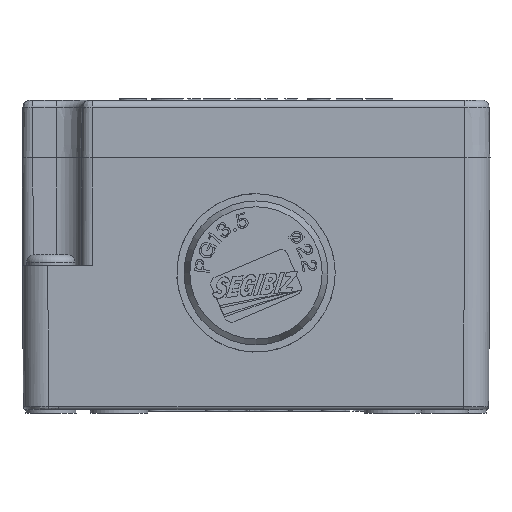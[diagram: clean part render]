
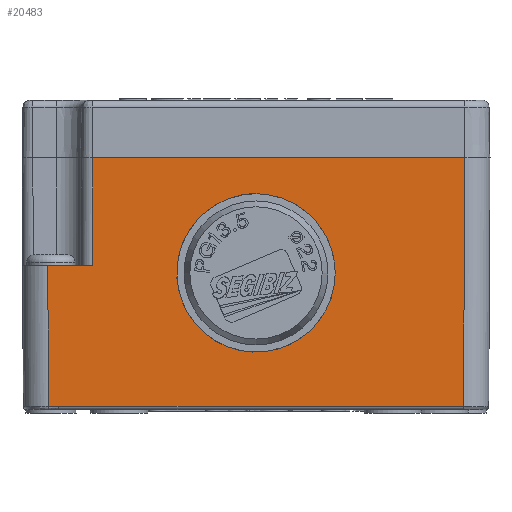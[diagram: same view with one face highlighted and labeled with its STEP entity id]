
A CAD part, left-side view. The second image highlights one B-rep face of the part: STEP entity #20483.
In plain terms, the highlighted planar face has unit normal (-1, 0, -0.005).
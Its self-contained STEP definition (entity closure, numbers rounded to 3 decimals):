
#44=ELLIPSE('',#76710,11.,11.);
#20483=ADVANCED_FACE('',(#28677,#28678),#23402,.F.);
#23402=PLANE('',#76711);
#26476=B_SPLINE_CURVE_WITH_KNOTS('',3,(#100771,#100772,#100773,#100774,
#100775,#100776,#100777),.UNSPECIFIED.,.F.,.F.,(4,3,4),(0.,0.661,
1.),.UNSPECIFIED.);
#28677=FACE_BOUND('',#30314,.T.);
#28678=FACE_BOUND('',#30315,.T.);
#30314=EDGE_LOOP('',(#38142,#38143,#38144,#38145,#38146,#38147,#38148));
#30315=EDGE_LOOP('',(#38149));
#38142=ORIENTED_EDGE('',*,*,#58135,.T.);
#38143=ORIENTED_EDGE('',*,*,#58136,.T.);
#38144=ORIENTED_EDGE('',*,*,#58137,.T.);
#38145=ORIENTED_EDGE('',*,*,#58138,.T.);
#38146=ORIENTED_EDGE('',*,*,#58108,.T.);
#38147=ORIENTED_EDGE('',*,*,#58139,.T.);
#38148=ORIENTED_EDGE('',*,*,#58125,.T.);
#38149=ORIENTED_EDGE('',*,*,#58140,.T.);
#51634=VERTEX_POINT('',#100714);
#51635=VERTEX_POINT('',#100716);
#51649=VERTEX_POINT('',#100750);
#51650=VERTEX_POINT('',#100752);
#51655=VERTEX_POINT('',#100770);
#51656=VERTEX_POINT('',#100778);
#51657=VERTEX_POINT('',#100780);
#51658=VERTEX_POINT('',#100784);
#58108=EDGE_CURVE('',#51635,#51634,#65773,.T.);
#58125=EDGE_CURVE('',#51650,#51649,#65779,.T.);
#58135=EDGE_CURVE('',#51649,#51655,#65786,.T.);
#58136=EDGE_CURVE('',#51655,#51656,#26476,.T.);
#58137=EDGE_CURVE('',#51656,#51657,#65787,.T.);
#58138=EDGE_CURVE('',#51657,#51635,#65788,.T.);
#58139=EDGE_CURVE('',#51634,#51650,#65789,.T.);
#58140=EDGE_CURVE('',#51658,#51658,#44,.T.);
#65773=LINE('',#100715,#71320);
#65779=LINE('',#100751,#71326);
#65786=LINE('',#100769,#71333);
#65787=LINE('',#100779,#71334);
#65788=LINE('',#100781,#71335);
#65789=LINE('',#100782,#71336);
#71320=VECTOR('',#83909,1.);
#71326=VECTOR('',#83945,1.);
#71333=VECTOR('',#83964,1.);
#71334=VECTOR('',#83965,1.);
#71335=VECTOR('',#83966,1.);
#71336=VECTOR('',#83967,1.);
#76710=AXIS2_PLACEMENT_3D('',#100783,#83968,#83969);
#76711=AXIS2_PLACEMENT_3D('',#100785,#83970,#83971);
#83909=DIRECTION('',(0.,1.,0.));
#83945=DIRECTION('',(0.,1.,0.));
#83964=DIRECTION('',(0.005,-0.005,-1.));
#83965=DIRECTION('',(0.,-1.,0.));
#83966=DIRECTION('',(-0.005,-0.005,1.));
#83967=DIRECTION('',(0.005,0.005,-1.));
#83968=DIRECTION('',(1.,0.,0.005));
#83969=DIRECTION('',(-0.005,0.,1.));
#83970=DIRECTION('',(1.,0.,0.005));
#83971=DIRECTION('',(0.005,0.,-1.));
#100714=CARTESIAN_POINT('',(-55.,22.671,-1.5));
#100715=CARTESIAN_POINT('',(-55.,22.75,-1.5));
#100716=CARTESIAN_POINT('',(-55.,-29.,-1.5));
#100750=CARTESIAN_POINT('',(-54.921,28.922,-16.5));
#100751=CARTESIAN_POINT('',(-54.921,22.75,-16.5));
#100752=CARTESIAN_POINT('',(-54.921,22.75,-16.5));
#100769=CARTESIAN_POINT('',(-55.,29.,-1.533));
#100770=CARTESIAN_POINT('',(-54.819,28.819,-36.031));
#100771=CARTESIAN_POINT('',(-54.819,28.819,-36.031));
#100772=CARTESIAN_POINT('',(-54.819,28.505,-36.041));
#100773=CARTESIAN_POINT('',(-54.819,28.189,-36.033));
#100774=CARTESIAN_POINT('',(-54.819,27.875,-36.018));
#100775=CARTESIAN_POINT('',(-54.819,27.713,-36.01));
#100776=CARTESIAN_POINT('',(-54.819,27.552,-36.003));
#100777=CARTESIAN_POINT('',(-54.819,27.39,-36.003));
#100778=CARTESIAN_POINT('',(-54.819,27.39,-36.003));
#100779=CARTESIAN_POINT('',(-54.819,-28.817,-36.003));
#100780=CARTESIAN_POINT('',(-54.819,-28.819,-36.003));
#100781=CARTESIAN_POINT('',(-54.999,-28.999,-1.771));
#100782=CARTESIAN_POINT('',(-55.,22.671,-1.5));
#100783=CARTESIAN_POINT('',(-54.916,0.,-17.5));
#100784=CARTESIAN_POINT('',(-54.974,0.,-6.5));
#100785=CARTESIAN_POINT('',(-55.,22.75,-1.5));
